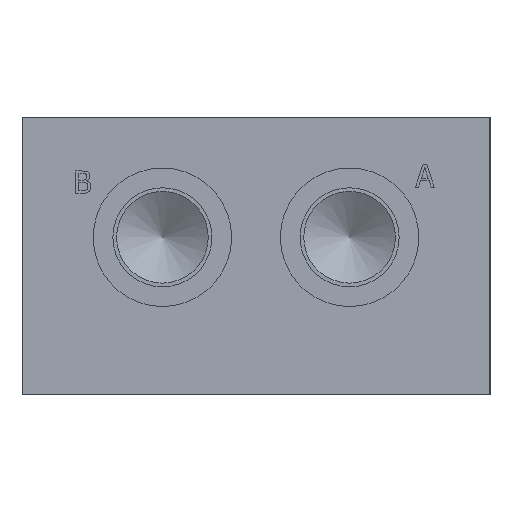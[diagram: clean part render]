
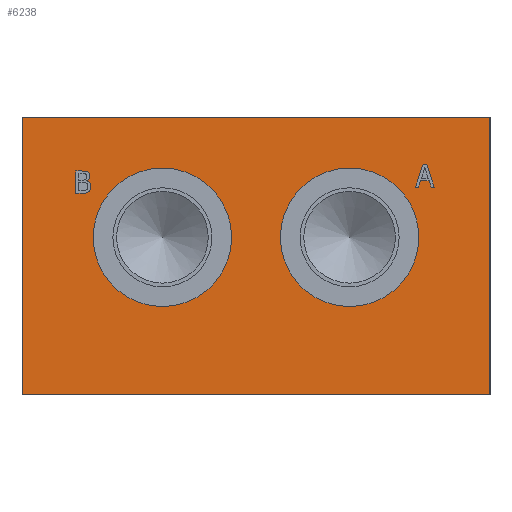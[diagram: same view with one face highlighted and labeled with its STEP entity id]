
A CAD part, left-side view. The second image highlights one B-rep face of the part: STEP entity #6238.
In plain terms, the highlighted planar face has unit normal (-1, 0, 0).
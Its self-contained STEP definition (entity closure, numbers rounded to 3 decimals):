
#108=B_SPLINE_CURVE_WITH_KNOTS('',2,(#8752,#8753,#8754,#8755),
 .UNSPECIFIED.,.F.,.F.,(3,1,3),(0.,1.,2.),.UNSPECIFIED.);
#110=B_SPLINE_CURVE_WITH_KNOTS('',2,(#8779,#8780,#8781,#8782),
 .UNSPECIFIED.,.F.,.F.,(3,1,3),(0.,1.,2.),.UNSPECIFIED.);
#112=B_SPLINE_CURVE_WITH_KNOTS('',2,(#8798,#8799,#8800,#8801),
 .UNSPECIFIED.,.F.,.F.,(3,1,3),(0.,1.,2.),.UNSPECIFIED.);
#114=B_SPLINE_CURVE_WITH_KNOTS('',2,(#8817,#8818,#8819,#8820),
 .UNSPECIFIED.,.F.,.F.,(3,1,3),(0.,1.,2.),.UNSPECIFIED.);
#116=B_SPLINE_CURVE_WITH_KNOTS('',2,(#8854,#8855,#8856,#8857),
 .UNSPECIFIED.,.F.,.F.,(3,1,3),(0.,1.,2.),.UNSPECIFIED.);
#118=B_SPLINE_CURVE_WITH_KNOTS('',2,(#8872,#8873,#8874,#8875),
 .UNSPECIFIED.,.F.,.F.,(3,1,3),(0.,1.,2.),.UNSPECIFIED.);
#356=LINE('',#8508,#942);
#360=LINE('',#8516,#946);
#363=LINE('',#8522,#949);
#366=LINE('',#8528,#952);
#369=LINE('',#8534,#955);
#372=LINE('',#8540,#958);
#375=LINE('',#8546,#961);
#378=LINE('',#8551,#964);
#408=LINE('',#8766,#994);
#414=LINE('',#8829,#1000);
#417=LINE('',#8835,#1003);
#420=LINE('',#8841,#1006);
#424=LINE('',#8884,#1010);
#425=LINE('',#8886,#1011);
#426=LINE('',#8888,#1012);
#427=LINE('',#8889,#1013);
#942=VECTOR('',#7087,0.807);
#946=VECTOR('',#7093,1.764);
#949=VECTOR('',#7098,2.29);
#952=VECTOR('',#7103,1.764);
#955=VECTOR('',#7108,0.841);
#958=VECTOR('',#7113,6.332);
#961=VECTOR('',#7118,0.982);
#964=VECTOR('',#7123,6.332);
#994=VECTOR('',#7169,0.029);
#1000=VECTOR('',#7177,1.59);
#1003=VECTOR('',#7182,6.);
#1006=VECTOR('',#7187,1.721);
#1010=VECTOR('',#7195,74.);
#1011=VECTOR('',#7196,125.);
#1012=VECTOR('',#7197,74.);
#1013=VECTOR('',#7198,125.);
#1578=FACE_BOUND('',#2384,.T.);
#1579=FACE_BOUND('',#2385,.T.);
#1580=FACE_BOUND('',#2386,.T.);
#1581=FACE_BOUND('',#2387,.T.);
#1706=PLANE('',#6631);
#1982=FACE_OUTER_BOUND('',#2383,.T.);
#2383=EDGE_LOOP('',(#4623,#4624,#4625,#4626));
#2384=EDGE_LOOP('',(#4627));
#2385=EDGE_LOOP('',(#4628));
#2386=EDGE_LOOP('',(#4629,#4630,#4631,#4632,#4633,#4634,#4635,#4636,#4637,
#4638));
#2387=EDGE_LOOP('',(#4639,#4640,#4641,#4642,#4643,#4644,#4645,#4646));
#2831=CIRCLE('',#6632,18.5);
#2832=CIRCLE('',#6633,18.5);
#2960=VERTEX_POINT('',#8506);
#2961=VERTEX_POINT('',#8507);
#2964=VERTEX_POINT('',#8515);
#2966=VERTEX_POINT('',#8521);
#2968=VERTEX_POINT('',#8527);
#2970=VERTEX_POINT('',#8533);
#2972=VERTEX_POINT('',#8539);
#2974=VERTEX_POINT('',#8545);
#3004=VERTEX_POINT('',#8750);
#3005=VERTEX_POINT('',#8751);
#3008=VERTEX_POINT('',#8765);
#3010=VERTEX_POINT('',#8778);
#3012=VERTEX_POINT('',#8797);
#3014=VERTEX_POINT('',#8816);
#3016=VERTEX_POINT('',#8828);
#3018=VERTEX_POINT('',#8834);
#3020=VERTEX_POINT('',#8840);
#3022=VERTEX_POINT('',#8853);
#3024=VERTEX_POINT('',#8882);
#3025=VERTEX_POINT('',#8883);
#3026=VERTEX_POINT('',#8885);
#3027=VERTEX_POINT('',#8887);
#3028=VERTEX_POINT('',#8890);
#3029=VERTEX_POINT('',#8892);
#3566=EDGE_CURVE('',#2960,#2961,#356,.T.);
#3570=EDGE_CURVE('',#2964,#2960,#360,.T.);
#3573=EDGE_CURVE('',#2966,#2964,#363,.T.);
#3576=EDGE_CURVE('',#2968,#2966,#366,.T.);
#3579=EDGE_CURVE('',#2970,#2968,#369,.T.);
#3582=EDGE_CURVE('',#2972,#2970,#372,.T.);
#3585=EDGE_CURVE('',#2974,#2972,#375,.T.);
#3588=EDGE_CURVE('',#2961,#2974,#378,.T.);
#3632=EDGE_CURVE('',#3004,#3005,#108,.T.);
#3636=EDGE_CURVE('',#3008,#3004,#408,.T.);
#3639=EDGE_CURVE('',#3010,#3008,#110,.T.);
#3642=EDGE_CURVE('',#3012,#3010,#112,.T.);
#3645=EDGE_CURVE('',#3014,#3012,#114,.T.);
#3648=EDGE_CURVE('',#3016,#3014,#414,.T.);
#3651=EDGE_CURVE('',#3018,#3016,#417,.T.);
#3654=EDGE_CURVE('',#3020,#3018,#420,.T.);
#3657=EDGE_CURVE('',#3022,#3020,#116,.T.);
#3660=EDGE_CURVE('',#3005,#3022,#118,.T.);
#3662=EDGE_CURVE('',#3024,#3025,#424,.T.);
#3663=EDGE_CURVE('',#3026,#3025,#425,.T.);
#3664=EDGE_CURVE('',#3027,#3026,#426,.T.);
#3665=EDGE_CURVE('',#3024,#3027,#427,.T.);
#3666=EDGE_CURVE('',#3028,#3028,#2831,.T.);
#3667=EDGE_CURVE('',#3029,#3029,#2832,.T.);
#4623=ORIENTED_EDGE('',*,*,#3662,.T.);
#4624=ORIENTED_EDGE('',*,*,#3663,.F.);
#4625=ORIENTED_EDGE('',*,*,#3664,.F.);
#4626=ORIENTED_EDGE('',*,*,#3665,.F.);
#4627=ORIENTED_EDGE('',*,*,#3666,.T.);
#4628=ORIENTED_EDGE('',*,*,#3667,.T.);
#4629=ORIENTED_EDGE('',*,*,#3632,.T.);
#4630=ORIENTED_EDGE('',*,*,#3660,.T.);
#4631=ORIENTED_EDGE('',*,*,#3657,.T.);
#4632=ORIENTED_EDGE('',*,*,#3654,.T.);
#4633=ORIENTED_EDGE('',*,*,#3651,.T.);
#4634=ORIENTED_EDGE('',*,*,#3648,.T.);
#4635=ORIENTED_EDGE('',*,*,#3645,.T.);
#4636=ORIENTED_EDGE('',*,*,#3642,.T.);
#4637=ORIENTED_EDGE('',*,*,#3639,.T.);
#4638=ORIENTED_EDGE('',*,*,#3636,.T.);
#4639=ORIENTED_EDGE('',*,*,#3566,.T.);
#4640=ORIENTED_EDGE('',*,*,#3588,.T.);
#4641=ORIENTED_EDGE('',*,*,#3585,.T.);
#4642=ORIENTED_EDGE('',*,*,#3582,.T.);
#4643=ORIENTED_EDGE('',*,*,#3579,.T.);
#4644=ORIENTED_EDGE('',*,*,#3576,.T.);
#4645=ORIENTED_EDGE('',*,*,#3573,.T.);
#4646=ORIENTED_EDGE('',*,*,#3570,.T.);
#6238=ADVANCED_FACE('',(#1982,#1578,#1579,#1580,#1581),#1706,.F.);
#6631=AXIS2_PLACEMENT_3D('',#8881,#7193,#7194);
#6632=AXIS2_PLACEMENT_3D('',#8891,#7199,#7200);
#6633=AXIS2_PLACEMENT_3D('',#8893,#7201,#7202);
#7087=DIRECTION('',(0.,1.,0.));
#7093=DIRECTION('',(0.,0.309,-0.951));
#7098=DIRECTION('',(0.,1.,0.));
#7103=DIRECTION('',(0.,0.309,0.951));
#7108=DIRECTION('',(0.,1.,0.));
#7113=DIRECTION('',(0.,-0.319,-0.948));
#7118=DIRECTION('',(0.,-1.,0.));
#7123=DIRECTION('',(0.,-0.319,0.948));
#7169=DIRECTION('',(0.,0.,-1.));
#7177=DIRECTION('',(0.,-1.,0.));
#7182=DIRECTION('',(0.,0.,1.));
#7187=DIRECTION('',(0.,1.,0.));
#7193=DIRECTION('center_axis',(1.,0.,0.));
#7194=DIRECTION('ref_axis',(0.,0.,-1.));
#7195=DIRECTION('',(0.,0.,-1.));
#7196=DIRECTION('',(0.,1.,0.));
#7197=DIRECTION('',(0.,0.,-1.));
#7198=DIRECTION('',(0.,-1.,0.));
#7199=DIRECTION('center_axis',(1.,0.,0.));
#7200=DIRECTION('ref_axis',(0.,1.,0.));
#7201=DIRECTION('center_axis',(1.,0.,0.));
#7202=DIRECTION('ref_axis',(0.,1.,0.));
#8506=CARTESIAN_POINT('',(327.,19.104,100.406));
#8507=CARTESIAN_POINT('',(327.,19.911,100.406));
#8508=CARTESIAN_POINT('',(327.,40.802,100.406));
#8515=CARTESIAN_POINT('',(327.,18.559,102.083));
#8516=CARTESIAN_POINT('',(327.,23.603,86.547));
#8521=CARTESIAN_POINT('',(327.,16.269,102.083));
#8522=CARTESIAN_POINT('',(327.,39.385,102.083));
#8527=CARTESIAN_POINT('',(327.,15.725,100.406));
#8528=CARTESIAN_POINT('',(327.,15.252,98.949));
#8533=CARTESIAN_POINT('',(327.,14.883,100.406));
#8534=CARTESIAN_POINT('',(327.,38.692,100.406));
#8539=CARTESIAN_POINT('',(327.,16.906,106.406));
#8540=CARTESIAN_POINT('',(327.,15.539,102.349));
#8545=CARTESIAN_POINT('',(327.,17.888,106.406));
#8546=CARTESIAN_POINT('',(327.,40.194,106.406));
#8551=CARTESIAN_POINT('',(327.,24.87,85.696));
#8750=CARTESIAN_POINT('',(327.,107.708,102.041));
#8751=CARTESIAN_POINT('',(327.,106.585,100.548));
#8752=CARTESIAN_POINT('Ctrl Pts',(327.,107.708,102.041));
#8753=CARTESIAN_POINT('Ctrl Pts',(327.,107.173,101.895));
#8754=CARTESIAN_POINT('Ctrl Pts',(327.,106.585,101.122));
#8755=CARTESIAN_POINT('Ctrl Pts',(327.,106.585,100.548));
#8765=CARTESIAN_POINT('',(327.,107.708,102.07));
#8766=CARTESIAN_POINT('',(327.,107.708,92.035));
#8778=CARTESIAN_POINT('',(327.,106.867,103.354));
#8779=CARTESIAN_POINT('Ctrl Pts',(327.,106.867,103.354));
#8780=CARTESIAN_POINT('Ctrl Pts',(327.,106.867,102.931));
#8781=CARTESIAN_POINT('Ctrl Pts',(327.,107.314,102.26));
#8782=CARTESIAN_POINT('Ctrl Pts',(327.,107.708,102.07));
#8797=CARTESIAN_POINT('',(327.,107.49,104.462));
#8798=CARTESIAN_POINT('Ctrl Pts',(327.,107.49,104.462));
#8799=CARTESIAN_POINT('Ctrl Pts',(327.,107.164,104.292));
#8800=CARTESIAN_POINT('Ctrl Pts',(327.,106.867,103.733));
#8801=CARTESIAN_POINT('Ctrl Pts',(327.,106.867,103.354));
#8816=CARTESIAN_POINT('',(327.,109.065,104.705));
#8817=CARTESIAN_POINT('Ctrl Pts',(327.,109.065,104.705));
#8818=CARTESIAN_POINT('Ctrl Pts',(327.,108.423,104.705));
#8819=CARTESIAN_POINT('Ctrl Pts',(327.,107.781,104.623));
#8820=CARTESIAN_POINT('Ctrl Pts',(327.,107.49,104.462));
#8828=CARTESIAN_POINT('',(327.,110.655,104.705));
#8829=CARTESIAN_POINT('',(327.,86.577,104.705));
#8834=CARTESIAN_POINT('',(327.,110.655,98.705));
#8835=CARTESIAN_POINT('',(327.,110.655,90.353));
#8840=CARTESIAN_POINT('',(327.,108.934,98.705));
#8841=CARTESIAN_POINT('',(327.,85.717,98.705));
#8853=CARTESIAN_POINT('',(327.,107.208,99.192));
#8854=CARTESIAN_POINT('Ctrl Pts',(327.,107.208,99.192));
#8855=CARTESIAN_POINT('Ctrl Pts',(327.,107.548,98.929));
#8856=CARTESIAN_POINT('Ctrl Pts',(327.,108.321,98.705));
#8857=CARTESIAN_POINT('Ctrl Pts',(327.,108.934,98.705));
#8872=CARTESIAN_POINT('Ctrl Pts',(327.,106.585,100.548));
#8873=CARTESIAN_POINT('Ctrl Pts',(327.,106.585,100.101));
#8874=CARTESIAN_POINT('Ctrl Pts',(327.,106.925,99.415));
#8875=CARTESIAN_POINT('Ctrl Pts',(327.,107.208,99.192));
#8881=CARTESIAN_POINT('Origin',(327.,62.5,82.));
#8882=CARTESIAN_POINT('',(327.,125.,119.));
#8883=CARTESIAN_POINT('',(327.,125.,45.));
#8884=CARTESIAN_POINT('',(327.,125.,82.));
#8885=CARTESIAN_POINT('',(327.,0.,45.));
#8886=CARTESIAN_POINT('',(327.,62.5,45.));
#8887=CARTESIAN_POINT('',(327.,0.,119.));
#8888=CARTESIAN_POINT('',(327.,0.,82.));
#8889=CARTESIAN_POINT('',(327.,62.5,119.));
#8890=CARTESIAN_POINT('',(327.,69.,87.));
#8891=CARTESIAN_POINT('Origin',(327.,87.5,87.));
#8892=CARTESIAN_POINT('',(327.,19.,87.));
#8893=CARTESIAN_POINT('Origin',(327.,37.5,87.));
